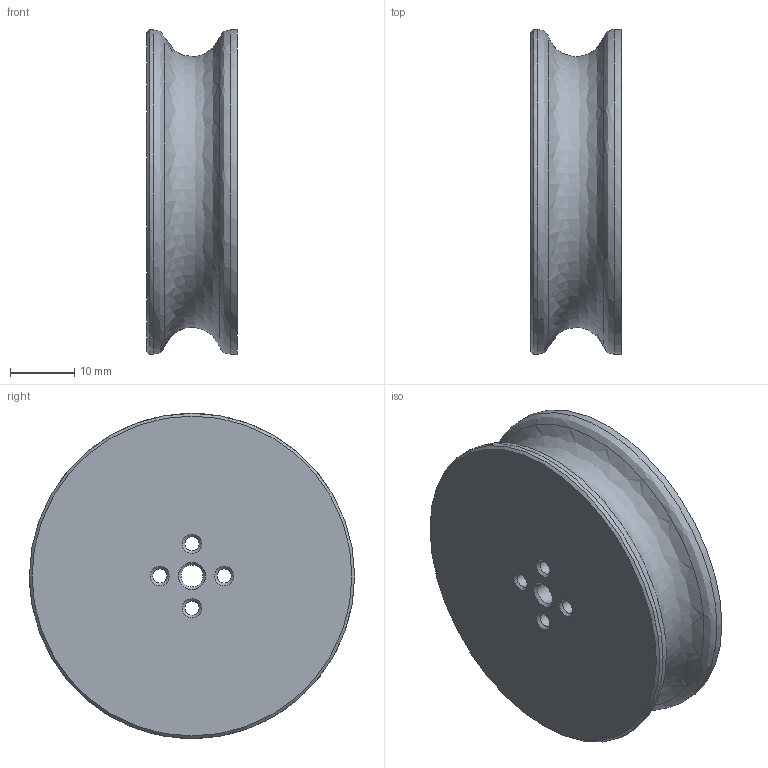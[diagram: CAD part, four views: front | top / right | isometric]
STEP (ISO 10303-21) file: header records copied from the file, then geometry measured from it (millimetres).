
FILE_DESCRIPTION(('FreeCAD Model'),'2;1');
FILE_NAME('Hy-Con-Turnigy-Gen3-9.0mm.step','2023-06-07T21:09:10',('FreeCAD' ),('FreeCAD'),'Open CASCADE STEP processor 6.6','FreeCAD','Unknown' );
FILE_SCHEMA(('AUTOMOTIVE_DESIGN_CC2 { 1 2 10303 214 -1 1 5 4 }'));
Length unit declared in the file: millimetre
Products named in the file (1): Chamfer001
Bounding box: 14 x 50.5 x 50.5 mm (x, y, z)
Volume: 17220.7 mm3; surface area: 7496.9 mm2
Topology: 1 solids, 1 shells, 21 faces, 43 edges, 25 vertices
Faces by surface type: cylinder 8, cone 6, plane 3, bspline 2, torus 1, revolution 1
Full cylindrical faces by diameter (mm): 2.2 x4, 3.4 x1, 27.2 x1, 50.5 x2
Entity records: 1398 total; most frequent: CARTESIAN_POINT 489, DIRECTION 165, ORIENTED_EDGE 86, PCURVE 86, DEFINITIONAL_REPRESENTATION 86, LINE 64, VECTOR 64, AXIS2_PLACEMENT_3D 43
